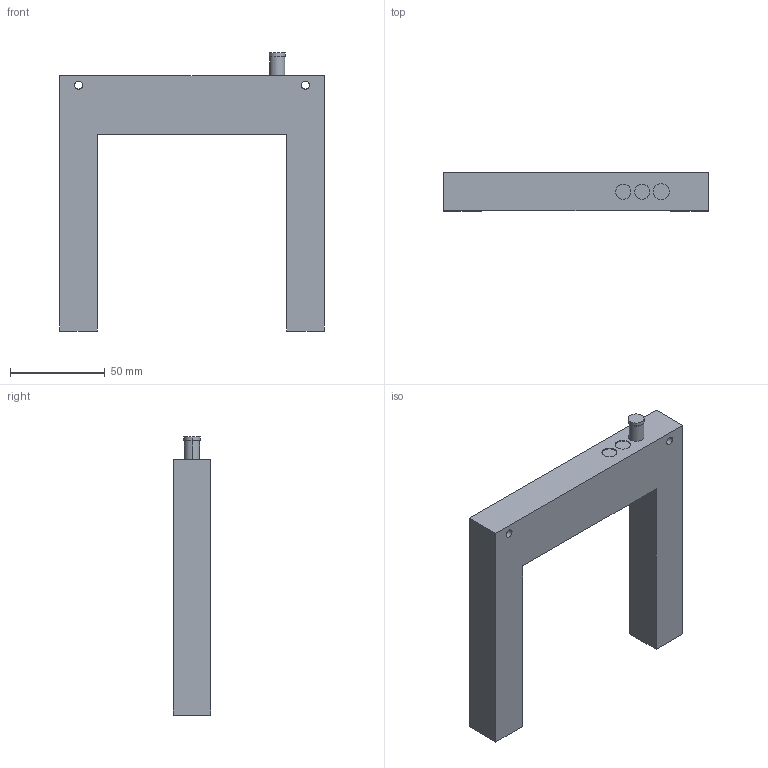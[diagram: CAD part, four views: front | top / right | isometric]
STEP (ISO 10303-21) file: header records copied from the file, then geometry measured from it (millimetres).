
FILE_DESCRIPTION((''),'2;1');
FILE_NAME('F406770','2012-02-03T',('dhelisch'),(''),'PRO/ENGINEER BY PARAMETRIC TECHNOLOGY CORPORATION, 2007250','PRO/ENGINEER BY PARAMETRIC TECHNOLOGY CORPORATION, 2007250','');
FILE_SCHEMA(('CONFIG_CONTROL_DESIGN'));
Length unit declared in the file: millimetre
Products named in the file (1): F406770
Bounding box: 140 x 20 x 147 mm (x, y, z)
Volume: 169985 mm3; surface area: 32985.1 mm2
Topology: 1 solids, 1 shells, 26 faces, 71 edges, 62 vertices
Faces by surface type: plane 14, cylinder 12
Entity records: 1223 total; most frequent: DIRECTION 149, CARTESIAN_POINT 138, ORIENTED_EDGE 120, PRESENTATION_STYLE_ASSIGNMENT 82, STYLED_ITEM 75, CURVE_STYLE 72, EDGE_CURVE 60, AXIS2_PLACEMENT_3D 51
